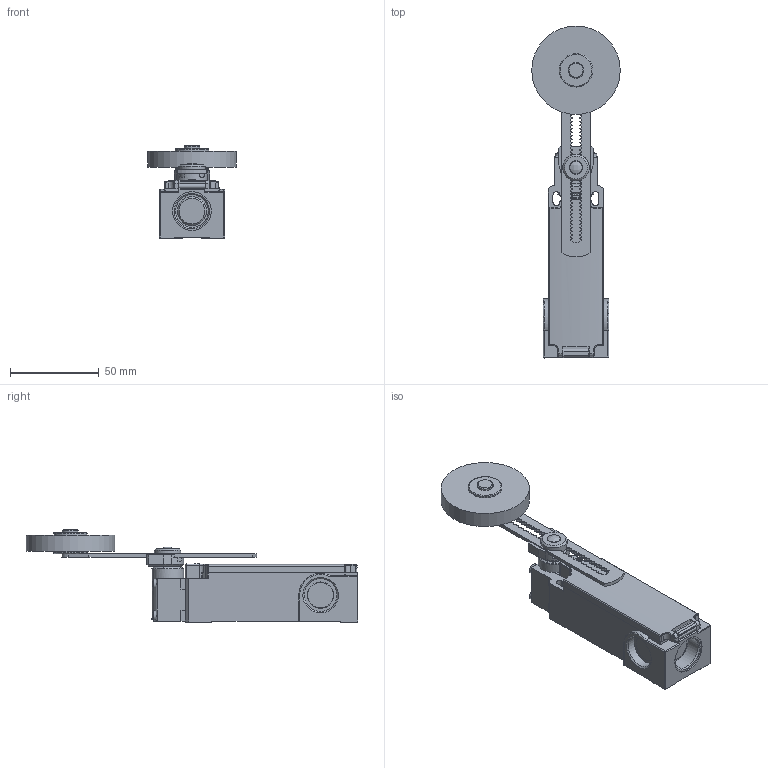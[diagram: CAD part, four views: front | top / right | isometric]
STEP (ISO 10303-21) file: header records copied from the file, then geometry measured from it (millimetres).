
FILE_DESCRIPTION (( 'STEP AP214' ), '1' );
FILE_NAME ('AHP2T5200J02-024.STEP', '2023-05-03T17:28:00', ( '' ), ( '' ), 'SwSTEP 2.0', 'SolidWorks 2021', '' );
FILE_SCHEMA (( 'AUTOMOTIVE_DESIGN' ));
Length unit declared in the file: inch
Products named in the file (1): AHP2T5200J02-024
Bounding box: 50 x 187.5 x 52 mm (x, y, z)
Volume: 125424.7 mm3; surface area: 33739.4 mm2
Topology: 1 solids, 14 shells, 905 faces, 2488 edges, 1608 vertices
Faces by surface type: plane 507, cylinder 313, bspline 45, cone 25, torus 9, sphere 6
Full cylindrical faces by diameter (mm): 2.3 x4, 3 x5, 5.6 x4, 6 x2, 7 x1, 7.6 x1, 9 x1, 15 x2, 18 x1, 18.5 x3, 19 x2, 21.85 x1, 50 x1
Entity records: 29536 total; most frequent: CARTESIAN_POINT 7209, ORIENTED_EDGE 4832, DIRECTION 4396, EDGE_CURVE 2416, VECTOR 1592, LINE 1592, VERTEX_POINT 1588, AXIS2_PLACEMENT_3D 1402
